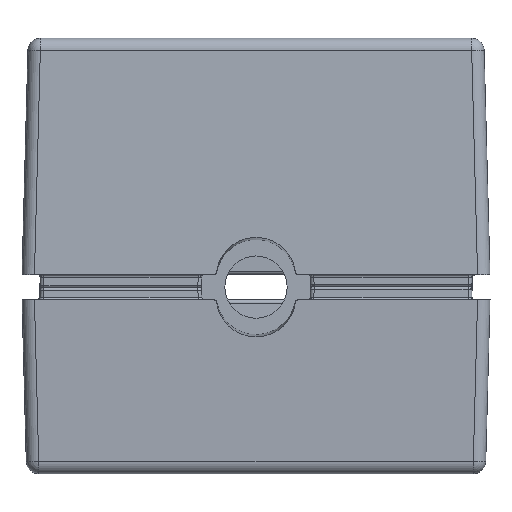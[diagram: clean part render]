
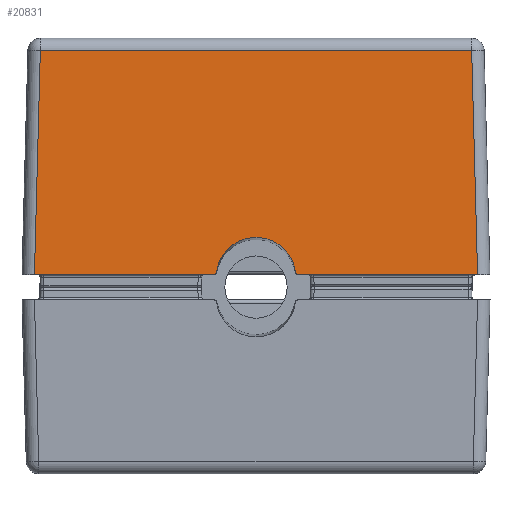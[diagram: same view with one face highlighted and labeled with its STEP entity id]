
A CAD part, front view. The second image highlights one B-rep face of the part: STEP entity #20831.
In plain terms, the highlighted face is planar.
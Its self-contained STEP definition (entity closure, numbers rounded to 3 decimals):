
#120=PLANE('',#22760);
#648=LINE('',#35291,#1472);
#660=LINE('',#35436,#1484);
#692=LINE('',#36198,#1516);
#693=LINE('',#36200,#1517);
#694=LINE('',#36201,#1518);
#1472=VECTOR('',#26096,1000.);
#1484=VECTOR('',#26150,1000.);
#1516=VECTOR('',#26256,1000.);
#1517=VECTOR('',#26257,1000.);
#1518=VECTOR('',#26258,1000.);
#3302=FACE_OUTER_BOUND('',#4748,.T.);
#4748=EDGE_LOOP('',(#14748,#14749,#14750,#14751,#14752,#14753,#14754,#14755));
#6227=B_SPLINE_CURVE_WITH_KNOTS('',3,(#36177,#36178,#36179,#36180,#36181,
#36182,#36183,#36184,#36185,#36186),.UNSPECIFIED.,.F.,.F.,(4,2,2,2,4),(-0.043,
-0.033,-0.021,-0.01,0.),
 .UNSPECIFIED.);
#6228=B_SPLINE_CURVE_WITH_KNOTS('',3,(#36187,#36188,#36189,#36190,#36191,
#36192,#36193,#36194,#36195,#36196),.UNSPECIFIED.,.F.,.F.,(4,2,2,2,4),(-0.043,
-0.033,-0.021,-0.01,0.),
 .UNSPECIFIED.);
#7268=CIRCLE('',#22733,3.2);
#9104=VERTEX_POINT('',#35288);
#9105=VERTEX_POINT('',#35290);
#9125=VERTEX_POINT('',#35433);
#9126=VERTEX_POINT('',#35435);
#9143=VERTEX_POINT('',#35567);
#9144=VERTEX_POINT('',#35569);
#9180=VERTEX_POINT('',#36197);
#9181=VERTEX_POINT('',#36199);
#11134=EDGE_CURVE('',#9104,#9105,#648,.T.);
#11169=EDGE_CURVE('',#9125,#9126,#660,.T.);
#11195=EDGE_CURVE('',#9143,#9144,#7268,.T.);
#11253=EDGE_CURVE('',#9125,#9144,#6227,.T.);
#11254=EDGE_CURVE('',#9143,#9105,#6228,.T.);
#11255=EDGE_CURVE('',#9104,#9180,#692,.T.);
#11256=EDGE_CURVE('',#9180,#9181,#693,.T.);
#11257=EDGE_CURVE('',#9181,#9126,#694,.T.);
#14748=ORIENTED_EDGE('',*,*,#11169,.F.);
#14749=ORIENTED_EDGE('',*,*,#11253,.T.);
#14750=ORIENTED_EDGE('',*,*,#11195,.F.);
#14751=ORIENTED_EDGE('',*,*,#11254,.T.);
#14752=ORIENTED_EDGE('',*,*,#11134,.F.);
#14753=ORIENTED_EDGE('',*,*,#11255,.T.);
#14754=ORIENTED_EDGE('',*,*,#11256,.T.);
#14755=ORIENTED_EDGE('',*,*,#11257,.T.);
#20831=ADVANCED_FACE('',(#3302),#120,.T.);
#22733=AXIS2_PLACEMENT_3D('',#35570,#26177,#26178);
#22760=AXIS2_PLACEMENT_3D('',#36176,#26254,#26255);
#26096=DIRECTION('',(0.,0.,-1.));
#26150=DIRECTION('',(0.,0.,-1.));
#26177=DIRECTION('center_axis',(-0.026,-1.,
0.));
#26178=DIRECTION('ref_axis',(1.,-0.026,0.));
#26254=DIRECTION('center_axis',(-0.026,-1.,
0.));
#26255=DIRECTION('ref_axis',(1.,-0.026,0.));
#26256=DIRECTION('',(-0.999,0.026,-0.026));
#26257=DIRECTION('',(0.,0.,-1.));
#26258=DIRECTION('',(0.999,-0.026,-0.026));
#35288=CARTESIAN_POINT('',(-1.,0.,17.8));
#35290=CARTESIAN_POINT('',(-1.,0.,3.464));
#35291=CARTESIAN_POINT('',(-1.,0.,-18.8));
#35433=CARTESIAN_POINT('',(-1.,0.,-3.464));
#35435=CARTESIAN_POINT('',(-1.,0.,-17.8));
#35436=CARTESIAN_POINT('',(-1.,0.,-18.8));
#35567=CARTESIAN_POINT('',(-1.257,0.007,3.167));
#35569=CARTESIAN_POINT('',(-1.257,0.007,-3.167));
#35570=CARTESIAN_POINT('Origin',(-0.8,-0.005,
0.));
#36176=CARTESIAN_POINT('Origin',(-1.,0.,-18.8));
#36177=CARTESIAN_POINT('Ctrl Pts',(-1.,0.,-3.464));
#36178=CARTESIAN_POINT('Ctrl Pts',(-1.,0.,
-3.431));
#36179=CARTESIAN_POINT('Ctrl Pts',(-1.005,0.,
-3.398));
#36180=CARTESIAN_POINT('Ctrl Pts',(-1.029,0.001,
-3.331));
#36181=CARTESIAN_POINT('Ctrl Pts',(-1.048,0.001,
-3.297));
#36182=CARTESIAN_POINT('Ctrl Pts',(-1.099,0.003,
-3.239));
#36183=CARTESIAN_POINT('Ctrl Pts',(-1.129,0.003,
-3.215));
#36184=CARTESIAN_POINT('Ctrl Pts',(-1.193,0.005,
-3.182));
#36185=CARTESIAN_POINT('Ctrl Pts',(-1.225,0.006,
-3.172));
#36186=CARTESIAN_POINT('Ctrl Pts',(-1.257,0.007,
-3.167));
#36187=CARTESIAN_POINT('Ctrl Pts',(-1.257,0.007,
3.167));
#36188=CARTESIAN_POINT('Ctrl Pts',(-1.225,0.006,
3.172));
#36189=CARTESIAN_POINT('Ctrl Pts',(-1.193,0.005,
3.182));
#36190=CARTESIAN_POINT('Ctrl Pts',(-1.129,0.003,
3.215));
#36191=CARTESIAN_POINT('Ctrl Pts',(-1.099,0.003,
3.239));
#36192=CARTESIAN_POINT('Ctrl Pts',(-1.048,0.001,
3.297));
#36193=CARTESIAN_POINT('Ctrl Pts',(-1.029,0.001,
3.331));
#36194=CARTESIAN_POINT('Ctrl Pts',(-1.005,0.,
3.398));
#36195=CARTESIAN_POINT('Ctrl Pts',(-1.,0.,3.431));
#36196=CARTESIAN_POINT('Ctrl Pts',(-1.,0.,3.464));
#36197=CARTESIAN_POINT('',(-19.026,0.472,17.328));
#36198=CARTESIAN_POINT('',(-19.974,0.497,17.303));
#36199=CARTESIAN_POINT('',(-19.026,0.472,-17.328));
#36200=CARTESIAN_POINT('',(-19.026,0.472,-18.302));
#36201=CARTESIAN_POINT('',(-0.974,-0.001,-17.801));
